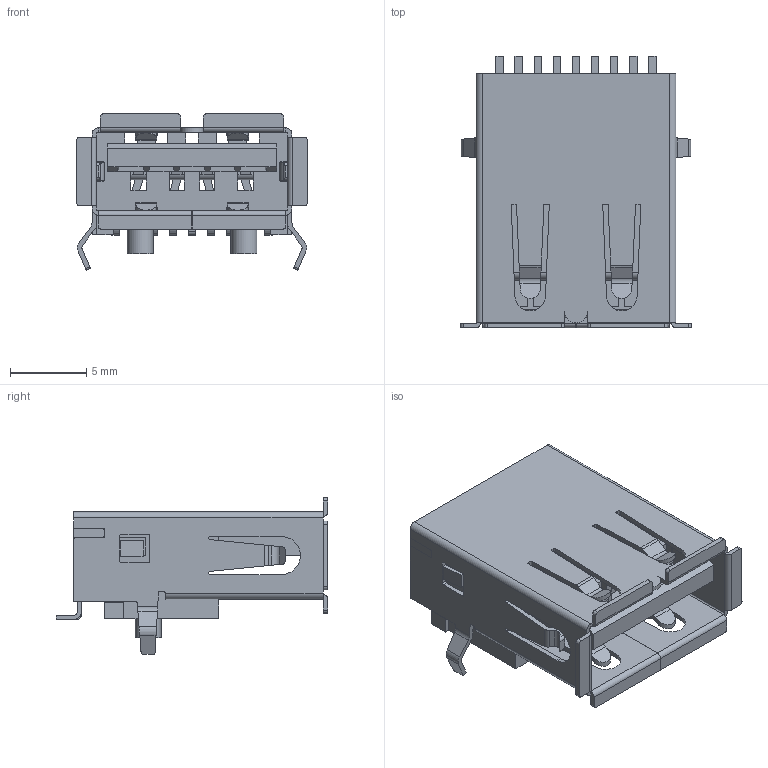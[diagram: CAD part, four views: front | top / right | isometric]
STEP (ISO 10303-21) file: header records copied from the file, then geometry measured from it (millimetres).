
FILE_DESCRIPTION(('FreeCAD Model'),'2;1');
FILE_NAME('Open CASCADE Shape Model','2023-10-18T16:31:03',( 'kicad StepUp'),('ksu MCAD'),'Open CASCADE STEP processor 7.6', 'FreeCAD','Unknown');
FILE_SCHEMA(('AUTOMOTIVE_DESIGN { 1 0 10303 214 1 1 1 1 }'));
Length unit declared in the file: millimetre
Products named in the file (1): 692122030100_001
Bounding box: 15.1 x 17.8 x 10.23 mm (x, y, z)
Volume: 570.6 mm3; surface area: 2572.9 mm2
Topology: 7 solids, 11 shells, 1011 faces, 2937 edges, 1922 vertices
Faces by surface type: plane 800, cylinder 209, bspline 2
Full cylindrical faces by diameter (mm): 1.7 x2
Entity records: 33027 total; most frequent: CARTESIAN_POINT 5917, ORIENTED_EDGE 5874, DIRECTION 5373, EDGE_CURVE 2937, LINE 2501, VECTOR 2501, VERTEX_POINT 1922, AXIS2_PLACEMENT_3D 1436
